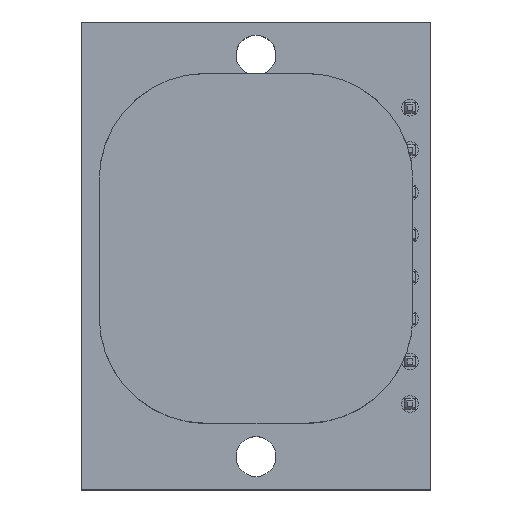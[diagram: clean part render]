
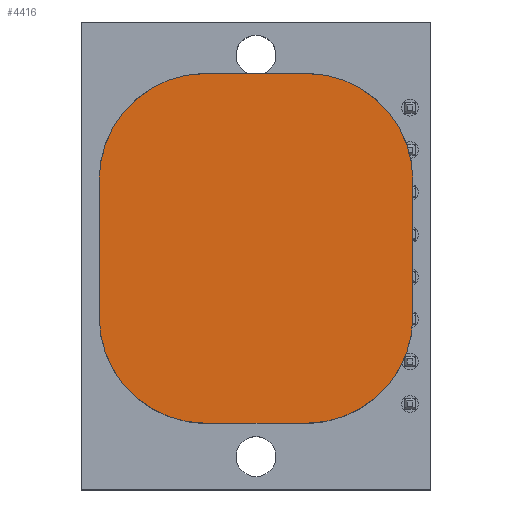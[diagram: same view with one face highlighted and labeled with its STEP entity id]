
A CAD part, top view. The second image highlights one B-rep face of the part: STEP entity #4416.
In plain terms, the highlighted face is planar.
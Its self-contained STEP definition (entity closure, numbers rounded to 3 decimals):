
#22=CIRCLE('',#4690,6.4);
#25=CIRCLE('',#4696,6.4);
#28=CIRCLE('',#4701,6.4);
#29=CIRCLE('',#4704,6.4);
#356=FACE_OUTER_BOUND('',#636,.T.);
#636=EDGE_LOOP('',(#3857,#3858,#3859,#3860,#3861,#3862,#3863,#3864));
#1182=LINE('',#6970,#1742);
#1193=LINE('',#7004,#1753);
#1199=LINE('',#7020,#1759);
#1205=LINE('',#7054,#1765);
#1742=VECTOR('',#5732,1.);
#1753=VECTOR('',#5765,1.);
#1759=VECTOR('',#5779,1.);
#1765=VECTOR('',#5815,1.);
#2111=VERTEX_POINT('',#6967);
#2112=VERTEX_POINT('',#6969);
#2114=VERTEX_POINT('',#6975);
#2121=VERTEX_POINT('',#6994);
#2122=VERTEX_POINT('',#6996);
#2124=VERTEX_POINT('',#7002);
#2126=VERTEX_POINT('',#7008);
#2130=VERTEX_POINT('',#7018);
#2680=EDGE_CURVE('',#2112,#2111,#1182,.T.);
#2684=EDGE_CURVE('',#2114,#2111,#22,.T.);
#2693=EDGE_CURVE('',#2121,#2122,#25,.T.);
#2697=EDGE_CURVE('',#2121,#2124,#1193,.T.);
#2700=EDGE_CURVE('',#2126,#2124,#28,.T.);
#2705=EDGE_CURVE('',#2126,#2130,#1199,.T.);
#2706=EDGE_CURVE('',#2112,#2130,#29,.T.);
#2723=EDGE_CURVE('',#2114,#2122,#1205,.T.);
#3857=ORIENTED_EDGE('',*,*,#2700,.F.);
#3858=ORIENTED_EDGE('',*,*,#2705,.T.);
#3859=ORIENTED_EDGE('',*,*,#2706,.F.);
#3860=ORIENTED_EDGE('',*,*,#2680,.T.);
#3861=ORIENTED_EDGE('',*,*,#2684,.F.);
#3862=ORIENTED_EDGE('',*,*,#2723,.T.);
#3863=ORIENTED_EDGE('',*,*,#2693,.F.);
#3864=ORIENTED_EDGE('',*,*,#2697,.T.);
#4171=PLANE('',#4717);
#4416=ADVANCED_FACE('',(#356),#4171,.T.);
#4690=AXIS2_PLACEMENT_3D('',#6977,#5739,#5740);
#4696=AXIS2_PLACEMENT_3D('',#6997,#5757,#5758);
#4701=AXIS2_PLACEMENT_3D('',#7010,#5771,#5772);
#4704=AXIS2_PLACEMENT_3D('',#7022,#5782,#5783);
#4717=AXIS2_PLACEMENT_3D('',#7053,#5813,#5814);
#5732=DIRECTION('',(1.,0.,0.));
#5739=DIRECTION('center_axis',(0.,1.,0.));
#5740=DIRECTION('ref_axis',(0.707,0.,-0.707));
#5757=DIRECTION('center_axis',(0.,1.,0.));
#5758=DIRECTION('ref_axis',(0.707,0.,0.707));
#5765=DIRECTION('',(-1.,0.,0.));
#5771=DIRECTION('center_axis',(0.,1.,0.));
#5772=DIRECTION('ref_axis',(-0.707,0.,0.707));
#5779=DIRECTION('',(0.,0.,-1.));
#5782=DIRECTION('center_axis',(0.,1.,0.));
#5783=DIRECTION('ref_axis',(-0.707,0.,-0.707));
#5813=DIRECTION('center_axis',(0.,-1.,0.));
#5814=DIRECTION('ref_axis',(1.,0.,0.));
#5815=DIRECTION('',(0.,0.,1.));
#6967=CARTESIAN_POINT('',(3.65,-3.5,-9.42));
#6969=CARTESIAN_POINT('',(-4.55,-3.5,-9.42));
#6970=CARTESIAN_POINT('',(3.75,-3.5,-9.42));
#6975=CARTESIAN_POINT('',(10.05,-3.5,-3.02));
#6977=CARTESIAN_POINT('Origin',(3.65,-3.5,-3.02));
#6994=CARTESIAN_POINT('',(3.65,-3.5,9.42));
#6996=CARTESIAN_POINT('',(10.05,-3.5,3.02));
#6997=CARTESIAN_POINT('Origin',(3.65,-3.5,3.02));
#7002=CARTESIAN_POINT('',(-4.55,-3.5,9.42));
#7004=CARTESIAN_POINT('',(-4.65,-3.5,9.42));
#7008=CARTESIAN_POINT('',(-10.95,-3.5,3.02));
#7010=CARTESIAN_POINT('Origin',(-4.55,-3.5,3.02));
#7018=CARTESIAN_POINT('',(-10.95,-3.5,-3.02));
#7020=CARTESIAN_POINT('',(-10.95,-3.5,-3.02));
#7022=CARTESIAN_POINT('Origin',(-4.55,-3.5,-3.02));
#7053=CARTESIAN_POINT('Origin',(-0.45,-3.5,0.));
#7054=CARTESIAN_POINT('',(10.05,-3.5,3.02));
